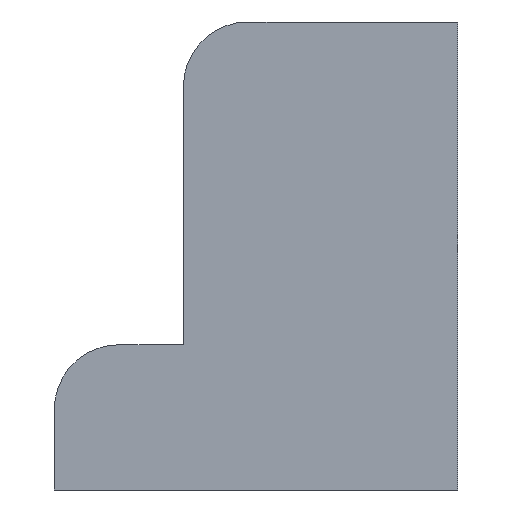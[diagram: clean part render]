
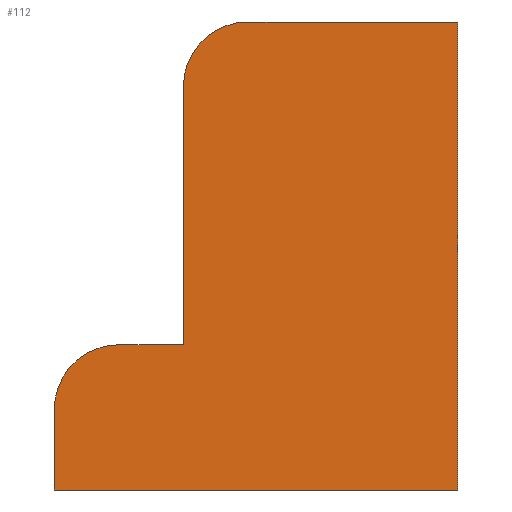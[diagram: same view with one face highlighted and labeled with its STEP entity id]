
A CAD part, front view. The second image highlights one B-rep face of the part: STEP entity #112.
In plain terms, the highlighted planar face has unit normal (0, -1, 0).
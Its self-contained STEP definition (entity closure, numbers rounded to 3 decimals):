
#62 = EDGE_CURVE('',#63,#65,#67,.T.);
#63 = VERTEX_POINT('',#64);
#64 = CARTESIAN_POINT('',(0.,0.,1.));
#65 = VERTEX_POINT('',#66);
#66 = CARTESIAN_POINT('',(25.,0.,1.));
#67 = LINE('',#68,#69);
#68 = CARTESIAN_POINT('',(0.,0.,1.));
#69 = VECTOR('',#70,1.);
#70 = DIRECTION('',(1.,0.,0.));
#112 = ADVANCED_FACE('',(#113),#172,.F.);
#113 = FACE_BOUND('',#114,.F.);
#114 = EDGE_LOOP('',(#115,#126,#134,#140,#141,#149,#158,#166));
#115 = ORIENTED_EDGE('',*,*,#116,.F.);
#116 = EDGE_CURVE('',#117,#119,#121,.T.);
#117 = VERTEX_POINT('',#118);
#118 = CARTESIAN_POINT('',(12.,0.,30.));
#119 = VERTEX_POINT('',#120);
#120 = CARTESIAN_POINT('',(8.,0.,26.));
#121 = CIRCLE('',#122,4.);
#122 = AXIS2_PLACEMENT_3D('',#123,#124,#125);
#123 = CARTESIAN_POINT('',(12.,0.,26.));
#124 = DIRECTION('',(0.,-1.,0.));
#125 = DIRECTION('',(0.,0.,1.));
#126 = ORIENTED_EDGE('',*,*,#127,.T.);
#127 = EDGE_CURVE('',#117,#128,#130,.T.);
#128 = VERTEX_POINT('',#129);
#129 = CARTESIAN_POINT('',(25.,0.,30.));
#130 = LINE('',#131,#132);
#131 = CARTESIAN_POINT('',(0.,0.,30.));
#132 = VECTOR('',#133,1.);
#133 = DIRECTION('',(1.,0.,0.));
#134 = ORIENTED_EDGE('',*,*,#135,.F.);
#135 = EDGE_CURVE('',#65,#128,#136,.T.);
#136 = LINE('',#137,#138);
#137 = CARTESIAN_POINT('',(25.,0.,0.));
#138 = VECTOR('',#139,1.);
#139 = DIRECTION('',(0.,0.,1.));
#140 = ORIENTED_EDGE('',*,*,#62,.F.);
#141 = ORIENTED_EDGE('',*,*,#142,.T.);
#142 = EDGE_CURVE('',#63,#143,#145,.T.);
#143 = VERTEX_POINT('',#144);
#144 = CARTESIAN_POINT('',(0.,0.,6.));
#145 = LINE('',#146,#147);
#146 = CARTESIAN_POINT('',(0.,0.,0.));
#147 = VECTOR('',#148,1.);
#148 = DIRECTION('',(0.,0.,1.));
#149 = ORIENTED_EDGE('',*,*,#150,.F.);
#150 = EDGE_CURVE('',#151,#143,#153,.T.);
#151 = VERTEX_POINT('',#152);
#152 = CARTESIAN_POINT('',(4.,0.,10.));
#153 = CIRCLE('',#154,4.);
#154 = AXIS2_PLACEMENT_3D('',#155,#156,#157);
#155 = CARTESIAN_POINT('',(4.,0.,6.));
#156 = DIRECTION('',(0.,-1.,0.));
#157 = DIRECTION('',(0.,0.,1.));
#158 = ORIENTED_EDGE('',*,*,#159,.F.);
#159 = EDGE_CURVE('',#160,#151,#162,.T.);
#160 = VERTEX_POINT('',#161);
#161 = CARTESIAN_POINT('',(8.,0.,10.));
#162 = LINE('',#163,#164);
#163 = CARTESIAN_POINT('',(8.,0.,10.));
#164 = VECTOR('',#165,1.);
#165 = DIRECTION('',(-1.,0.,0.));
#166 = ORIENTED_EDGE('',*,*,#167,.F.);
#167 = EDGE_CURVE('',#119,#160,#168,.T.);
#168 = LINE('',#169,#170);
#169 = CARTESIAN_POINT('',(8.,0.,30.));
#170 = VECTOR('',#171,1.);
#171 = DIRECTION('',(0.,0.,-1.));
#172 = PLANE('',#173);
#173 = AXIS2_PLACEMENT_3D('',#174,#175,#176);
#174 = CARTESIAN_POINT('',(0.,0.,0.));
#175 = DIRECTION('',(0.,1.,0.));
#176 = DIRECTION('',(1.,0.,0.));
